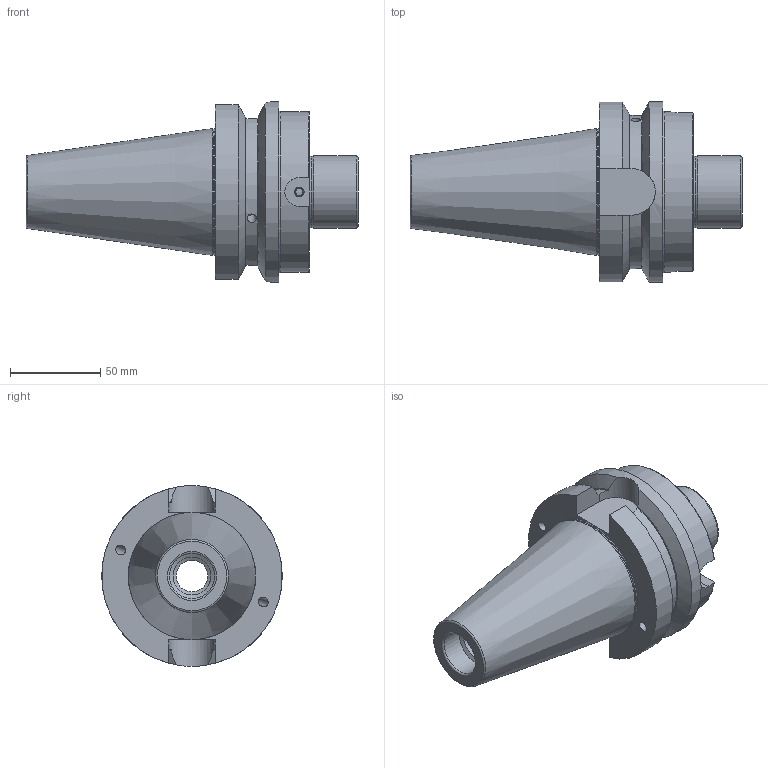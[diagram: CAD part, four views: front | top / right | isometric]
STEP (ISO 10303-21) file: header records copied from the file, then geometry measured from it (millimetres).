
FILE_DESCRIPTION(/* description */ (''),/* implementation_level */ '2;1');
FILE_NAME(/* name */ '7550051-05.stp',/* time_stamp */ '2022-10-13T09:11:10+02:00',/* author */ ('SCHUESSLER'),/* organization */ (''),/* preprocessor_version */ 'ST-DEVELOPER v17.2',/* originating_system */ 'Autodesk Inventor 2019',/* authorisation */ '');
FILE_SCHEMA (('AUTOMOTIVE_DESIGN { 1 0 10303 214 3 1 1 }'));
Length unit declared in the file: millimetre
Products named in the file (1): 7550051-05
Bounding box: 183.8 x 100 x 100 mm (x, y, z)
Volume: 554208 mm3; surface area: 71669.2 mm2
Topology: 1 solids, 1 shells, 91 faces, 297 edges, 207 vertices
Faces by surface type: cylinder 31, cone 25, plane 21, torus 14
Full cylindrical faces by diameter (mm): 4 x4, 4.134 x2, 5 x4, 10.106 x4, 17.5 x1, 21 x2, 25 x1, 39.4 x1, 40 x1, 69.65 x1, 89 x1, 100 x1
Entity records: 3669 total; most frequent: CARTESIAN_POINT 940, DIRECTION 590, ORIENTED_EDGE 574, EDGE_CURVE 287, AXIS2_PLACEMENT_3D 249, VERTEX_POINT 207, CIRCLE 149, EDGE_LOOP 110
